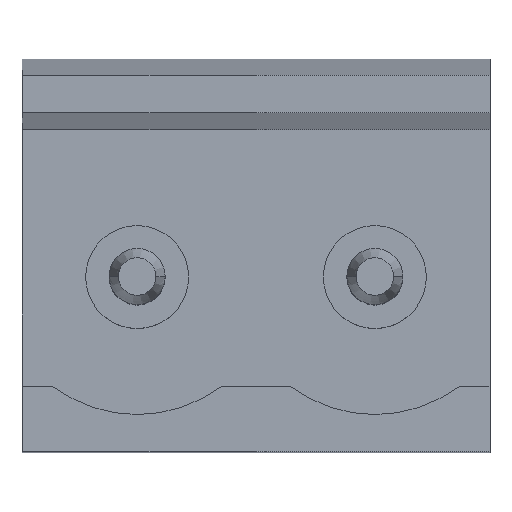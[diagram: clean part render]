
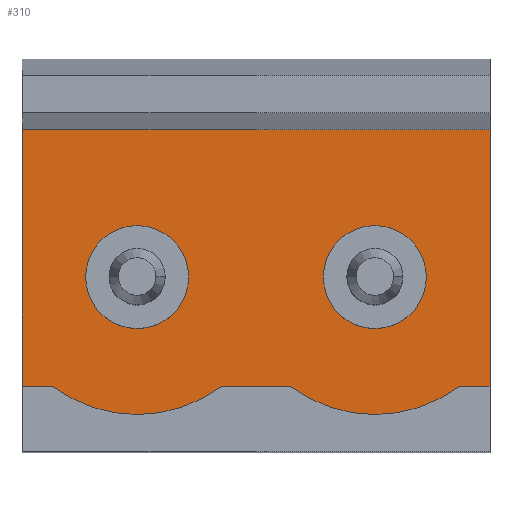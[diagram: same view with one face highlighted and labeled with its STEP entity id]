
A CAD part, top view. The second image highlights one B-rep face of the part: STEP entity #310.
In plain terms, the highlighted planar face has unit normal (0, 0, 1).
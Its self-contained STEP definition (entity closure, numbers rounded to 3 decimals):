
#30 = DIRECTION ( 'NONE',  ( 0., 0., 1. ) ) ;
#31 = CARTESIAN_POINT ( 'NONE',  ( 7.54, 3.75, 3.7 ) ) ;
#39 = VECTOR ( 'NONE', #1378, 1000. ) ;
#72 = AXIS2_PLACEMENT_3D ( 'NONE', #31, #1590, #1889 ) ;
#75 = AXIS2_PLACEMENT_3D ( 'NONE', #517, #1925, #987 ) ;
#108 = EDGE_LOOP ( 'NONE', ( #1180, #2014 ) ) ;
#124 = VERTEX_POINT ( 'NONE', #355 ) ;
#141 = EDGE_CURVE ( 'NONE', #1555, #1899, #923, .T. ) ;
#156 = CARTESIAN_POINT ( 'NONE',  ( 7.54, 3.75, 3.7 ) ) ;
#247 = ORIENTED_EDGE ( 'NONE', *, *, #676, .F. ) ;
#292 = ORIENTED_EDGE ( 'NONE', *, *, #1315, .T. ) ;
#306 = CARTESIAN_POINT ( 'NONE',  ( 0., 1.4, 3.7 ) ) ;
#310 = ADVANCED_FACE ( 'NONE', ( #1079, #510, #1744 ), #746, .T. ) ;
#323 = ORIENTED_EDGE ( 'NONE', *, *, #362, .T. ) ;
#330 = DIRECTION ( 'NONE',  ( 0., 0., 1. ) ) ;
#346 = VERTEX_POINT ( 'NONE', #1543 ) ;
#348 = ORIENTED_EDGE ( 'NONE', *, *, #141, .T. ) ;
#355 = CARTESIAN_POINT ( 'NONE',  ( 6.44, 3.75, 3.7 ) ) ;
#362 = EDGE_CURVE ( 'NONE', #1636, #561, #1193, .T. ) ;
#373 = VERTEX_POINT ( 'NONE', #939 ) ;
#422 = ORIENTED_EDGE ( 'NONE', *, *, #1980, .T. ) ;
#425 = CIRCLE ( 'NONE', #1547, 3. ) ;
#510 = FACE_BOUND ( 'NONE', #108, .T. ) ;
#517 = CARTESIAN_POINT ( 'NONE',  ( 2.46, 3.75, 3.7 ) ) ;
#529 = CARTESIAN_POINT ( 'NONE',  ( 2.46, 3.75, 3.7 ) ) ;
#536 = DIRECTION ( 'NONE',  ( 0., 0., 1. ) ) ;
#538 = DIRECTION ( 'NONE',  ( 1., 0., 0. ) ) ;
#539 = ORIENTED_EDGE ( 'NONE', *, *, #1705, .T. ) ;
#550 = VECTOR ( 'NONE', #538, 1000. ) ;
#561 = VERTEX_POINT ( 'NONE', #1549 ) ;
#587 = VERTEX_POINT ( 'NONE', #1569 ) ;
#593 = LINE ( 'NONE', #1034, #1069 ) ;
#631 = CIRCLE ( 'NONE', #1337, 1.1 ) ;
#661 = CARTESIAN_POINT ( 'NONE',  ( 0., 1.4, 3.7 ) ) ;
#663 = ORIENTED_EDGE ( 'NONE', *, *, #1375, .T. ) ;
#664 = AXIS2_PLACEMENT_3D ( 'NONE', #899, #1093, #1241 ) ;
#676 = EDGE_CURVE ( 'NONE', #1121, #124, #1931, .T. ) ;
#700 = DIRECTION ( 'NONE',  ( 1., 0., 0. ) ) ;
#746 = PLANE ( 'NONE',  #664 ) ;
#828 = DIRECTION ( 'NONE',  ( 0., 1., 0. ) ) ;
#850 = EDGE_CURVE ( 'NONE', #561, #1555, #972, .T. ) ;
#857 = EDGE_LOOP ( 'NONE', ( #422, #1529, #663, #323, #1822, #348, #539, #292 ) ) ;
#876 = VERTEX_POINT ( 'NONE', #1958 ) ;
#899 = CARTESIAN_POINT ( 'NONE',  ( 2.46, 3.8, 3.7 ) ) ;
#923 = LINE ( 'NONE', #1782, #1719 ) ;
#939 = CARTESIAN_POINT ( 'NONE',  ( 0., 6.9, 3.7 ) ) ;
#944 = AXIS2_PLACEMENT_3D ( 'NONE', #529, #1022, #1807 ) ;
#965 = DIRECTION ( 'NONE',  ( 1., 0., 0. ) ) ;
#972 = LINE ( 'NONE', #1665, #550 ) ;
#987 = DIRECTION ( 'NONE',  ( 1., 0., 0. ) ) ;
#995 = VERTEX_POINT ( 'NONE', #1136 ) ;
#1022 = DIRECTION ( 'NONE',  ( 0., 0., 1. ) ) ;
#1034 = CARTESIAN_POINT ( 'NONE',  ( 0., 1.4, 3.7 ) ) ;
#1069 = VECTOR ( 'NONE', #1335, 1000. ) ;
#1072 = VECTOR ( 'NONE', #700, 1000. ) ;
#1079 = FACE_BOUND ( 'NONE', #1921, .T. ) ;
#1093 = DIRECTION ( 'NONE',  ( 0., 0., 1. ) ) ;
#1121 = VERTEX_POINT ( 'NONE', #1949 ) ;
#1130 = LINE ( 'NONE', #306, #1518 ) ;
#1136 = CARTESIAN_POINT ( 'NONE',  ( 0.66, 1.4, 3.7 ) ) ;
#1180 = ORIENTED_EDGE ( 'NONE', *, *, #1537, .F. ) ;
#1183 = CARTESIAN_POINT ( 'NONE',  ( 10., 1.4, 3.7 ) ) ;
#1193 = CIRCLE ( 'NONE', #1487, 3. ) ;
#1241 = DIRECTION ( 'NONE',  ( 1., 0., 0. ) ) ;
#1315 = EDGE_CURVE ( 'NONE', #373, #1778, #1130, .T. ) ;
#1316 = CIRCLE ( 'NONE', #944, 1.1 ) ;
#1335 = DIRECTION ( 'NONE',  ( 1., 0., 0. ) ) ;
#1337 = AXIS2_PLACEMENT_3D ( 'NONE', #156, #30, #2033 ) ;
#1375 = EDGE_CURVE ( 'NONE', #346, #1636, #1885, .T. ) ;
#1378 = DIRECTION ( 'NONE',  ( -1., 0., 0. ) ) ;
#1477 = LINE ( 'NONE', #2026, #39 ) ;
#1486 = CARTESIAN_POINT ( 'NONE',  ( 2.46, 3.8, 3.7 ) ) ;
#1487 = AXIS2_PLACEMENT_3D ( 'NONE', #1908, #330, #965 ) ;
#1518 = VECTOR ( 'NONE', #1884, 1000. ) ;
#1529 = ORIENTED_EDGE ( 'NONE', *, *, #1939, .T. ) ;
#1537 = EDGE_CURVE ( 'NONE', #876, #587, #1316, .T. ) ;
#1543 = CARTESIAN_POINT ( 'NONE',  ( 4.26, 1.4, 3.7 ) ) ;
#1547 = AXIS2_PLACEMENT_3D ( 'NONE', #1486, #536, #1968 ) ;
#1549 = CARTESIAN_POINT ( 'NONE',  ( 9.34, 1.4, 3.7 ) ) ;
#1555 = VERTEX_POINT ( 'NONE', #1183 ) ;
#1569 = CARTESIAN_POINT ( 'NONE',  ( 3.56, 3.75, 3.7 ) ) ;
#1590 = DIRECTION ( 'NONE',  ( 0., 0., 1. ) ) ;
#1636 = VERTEX_POINT ( 'NONE', #1789 ) ;
#1665 = CARTESIAN_POINT ( 'NONE',  ( 9.34, 1.4, 3.7 ) ) ;
#1678 = ORIENTED_EDGE ( 'NONE', *, *, #1737, .F. ) ;
#1705 = EDGE_CURVE ( 'NONE', #1899, #373, #1477, .T. ) ;
#1719 = VECTOR ( 'NONE', #828, 1000. ) ;
#1729 = CARTESIAN_POINT ( 'NONE',  ( 4.26, 1.4, 3.7 ) ) ;
#1737 = EDGE_CURVE ( 'NONE', #124, #1121, #631, .T. ) ;
#1744 = FACE_OUTER_BOUND ( 'NONE', #857, .T. ) ;
#1754 = CARTESIAN_POINT ( 'NONE',  ( 10., 6.9, 3.7 ) ) ;
#1778 = VERTEX_POINT ( 'NONE', #661 ) ;
#1782 = CARTESIAN_POINT ( 'NONE',  ( 10., 1.4, 3.7 ) ) ;
#1789 = CARTESIAN_POINT ( 'NONE',  ( 5.74, 1.4, 3.7 ) ) ;
#1794 = CIRCLE ( 'NONE', #75, 1.1 ) ;
#1807 = DIRECTION ( 'NONE',  ( 1., 0., 0. ) ) ;
#1822 = ORIENTED_EDGE ( 'NONE', *, *, #850, .T. ) ;
#1870 = EDGE_CURVE ( 'NONE', #587, #876, #1794, .T. ) ;
#1884 = DIRECTION ( 'NONE',  ( 0., -1., 0. ) ) ;
#1885 = LINE ( 'NONE', #1729, #1072 ) ;
#1889 = DIRECTION ( 'NONE',  ( 1., 0., 0. ) ) ;
#1899 = VERTEX_POINT ( 'NONE', #1754 ) ;
#1908 = CARTESIAN_POINT ( 'NONE',  ( 7.54, 3.8, 3.7 ) ) ;
#1921 = EDGE_LOOP ( 'NONE', ( #1678, #247 ) ) ;
#1925 = DIRECTION ( 'NONE',  ( 0., 0., 1. ) ) ;
#1931 = CIRCLE ( 'NONE', #72, 1.1 ) ;
#1939 = EDGE_CURVE ( 'NONE', #995, #346, #425, .T. ) ;
#1949 = CARTESIAN_POINT ( 'NONE',  ( 8.64, 3.75, 3.7 ) ) ;
#1958 = CARTESIAN_POINT ( 'NONE',  ( 1.36, 3.75, 3.7 ) ) ;
#1968 = DIRECTION ( 'NONE',  ( 1., 0., 0. ) ) ;
#1980 = EDGE_CURVE ( 'NONE', #1778, #995, #593, .T. ) ;
#2014 = ORIENTED_EDGE ( 'NONE', *, *, #1870, .F. ) ;
#2026 = CARTESIAN_POINT ( 'NONE',  ( 0., 6.9, 3.7 ) ) ;
#2033 = DIRECTION ( 'NONE',  ( 1., 0., 0. ) ) ;
